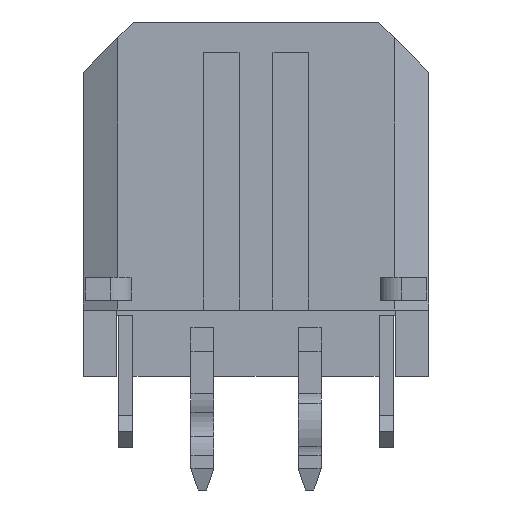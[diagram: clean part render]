
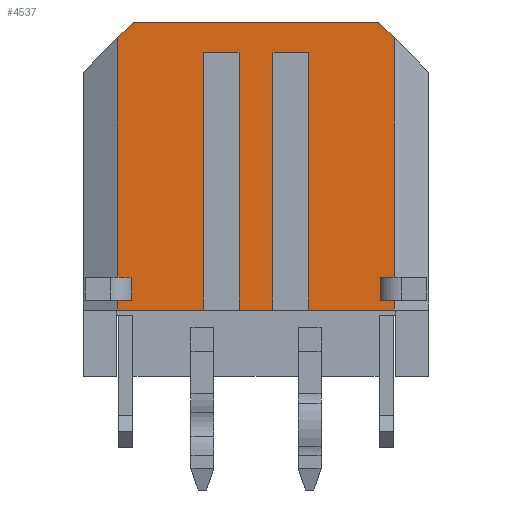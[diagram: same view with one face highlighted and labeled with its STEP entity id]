
A CAD part, front view. The second image highlights one B-rep face of the part: STEP entity #4537.
In plain terms, the highlighted planar face has unit normal (0, -1, 0).
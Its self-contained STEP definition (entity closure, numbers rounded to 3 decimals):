
#1011=DIRECTION('',(-1.,0.,0.));
#1012=VECTOR('',#1011,0.39);
#1013=CARTESIAN_POINT('',(-3.475,-1.93,-2.19));
#1014=LINE('',#1013,#1012);
#1015=DIRECTION('',(0.,0.,1.));
#1016=VECTOR('',#1015,6.7);
#1017=CARTESIAN_POINT('',(-3.865,-1.93,-2.19));
#1018=LINE('',#1017,#1016);
#1019=DIRECTION('',(-0.707,0.,-0.707));
#1020=VECTOR('',#1019,0.622);
#1021=CARTESIAN_POINT('',(-3.425,-1.93,4.95));
#1022=LINE('',#1021,#1020);
#1023=DIRECTION('',(1.,0.,0.));
#1024=VECTOR('',#1023,6.85);
#1025=CARTESIAN_POINT('',(-3.425,-1.93,4.95));
#1026=LINE('',#1025,#1024);
#1027=DIRECTION('',(-0.707,0.,0.707));
#1028=VECTOR('',#1027,0.622);
#1029=CARTESIAN_POINT('',(3.865,-1.93,4.51));
#1030=LINE('',#1029,#1028);
#1031=DIRECTION('',(0.,0.,-1.));
#1032=VECTOR('',#1031,6.7);
#1033=CARTESIAN_POINT('',(3.865,-1.93,4.51));
#1034=LINE('',#1033,#1032);
#1035=DIRECTION('',(1.,0.,0.));
#1036=VECTOR('',#1035,0.39);
#1037=CARTESIAN_POINT('',(3.475,-1.93,-2.19));
#1038=LINE('',#1037,#1036);
#1039=DIRECTION('',(0.,0.,1.));
#1040=VECTOR('',#1039,0.64);
#1041=CARTESIAN_POINT('',(3.475,-1.93,-2.83));
#1042=LINE('',#1041,#1040);
#1043=DIRECTION('',(1.,0.,0.));
#1044=VECTOR('',#1043,0.39);
#1045=CARTESIAN_POINT('',(3.475,-1.93,-2.83));
#1046=LINE('',#1045,#1044);
#1047=DIRECTION('',(0.,0.,-1.));
#1048=VECTOR('',#1047,0.27);
#1049=CARTESIAN_POINT('',(3.865,-1.93,-2.83));
#1050=LINE('',#1049,#1048);
#1051=DIRECTION('',(-1.,0.,0.));
#1052=VECTOR('',#1051,2.39);
#1053=CARTESIAN_POINT('',(3.865,-1.93,-3.1));
#1054=LINE('',#1053,#1052);
#1055=DIRECTION('',(0.,0.,1.));
#1056=VECTOR('',#1055,7.2);
#1057=CARTESIAN_POINT('',(1.475,-1.93,-3.1));
#1058=LINE('',#1057,#1056);
#1059=DIRECTION('',(-1.,0.,0.));
#1060=VECTOR('',#1059,1.);
#1061=CARTESIAN_POINT('',(1.475,-1.93,4.1));
#1062=LINE('',#1061,#1060);
#1063=DIRECTION('',(0.,0.,1.));
#1064=VECTOR('',#1063,7.2);
#1065=CARTESIAN_POINT('',(0.475,-1.93,-3.1));
#1066=LINE('',#1065,#1064);
#1067=DIRECTION('',(-1.,0.,0.));
#1068=VECTOR('',#1067,0.95);
#1069=CARTESIAN_POINT('',(0.475,-1.93,-3.1));
#1070=LINE('',#1069,#1068);
#1071=DIRECTION('',(0.,0.,1.));
#1072=VECTOR('',#1071,7.2);
#1073=CARTESIAN_POINT('',(-0.475,-1.93,-3.1));
#1074=LINE('',#1073,#1072);
#1075=DIRECTION('',(-1.,0.,0.));
#1076=VECTOR('',#1075,1.);
#1077=CARTESIAN_POINT('',(-0.475,-1.93,4.1));
#1078=LINE('',#1077,#1076);
#1079=DIRECTION('',(0.,0.,1.));
#1080=VECTOR('',#1079,7.2);
#1081=CARTESIAN_POINT('',(-1.475,-1.93,-3.1));
#1082=LINE('',#1081,#1080);
#1083=DIRECTION('',(-1.,0.,0.));
#1084=VECTOR('',#1083,2.39);
#1085=CARTESIAN_POINT('',(-1.475,-1.93,-3.1));
#1086=LINE('',#1085,#1084);
#1087=DIRECTION('',(0.,0.,1.));
#1088=VECTOR('',#1087,0.27);
#1089=CARTESIAN_POINT('',(-3.865,-1.93,-3.1));
#1090=LINE('',#1089,#1088);
#1091=DIRECTION('',(-1.,0.,0.));
#1092=VECTOR('',#1091,0.39);
#1093=CARTESIAN_POINT('',(-3.475,-1.93,-2.83));
#1094=LINE('',#1093,#1092);
#1095=DIRECTION('',(0.,0.,1.));
#1096=VECTOR('',#1095,0.64);
#1097=CARTESIAN_POINT('',(-3.475,-1.93,-2.83));
#1098=LINE('',#1097,#1096);
#2605=CARTESIAN_POINT('',(0.475,-1.93,-3.1));
#2606=CARTESIAN_POINT('',(0.475,-1.93,4.1));
#2607=VERTEX_POINT('',#2605);
#2608=VERTEX_POINT('',#2606);
#2609=CARTESIAN_POINT('',(1.475,-1.93,-3.1));
#2610=CARTESIAN_POINT('',(1.475,-1.93,4.1));
#2611=VERTEX_POINT('',#2609);
#2612=VERTEX_POINT('',#2610);
#2653=CARTESIAN_POINT('',(-3.425,-1.93,4.95));
#2654=CARTESIAN_POINT('',(-3.865,-1.93,4.51));
#2655=VERTEX_POINT('',#2653);
#2656=VERTEX_POINT('',#2654);
#2657=CARTESIAN_POINT('',(3.865,-1.93,4.51));
#2658=CARTESIAN_POINT('',(3.425,-1.93,4.95));
#2659=VERTEX_POINT('',#2657);
#2660=VERTEX_POINT('',#2658);
#2789=CARTESIAN_POINT('',(3.865,-1.93,-3.1));
#2790=VERTEX_POINT('',#2789);
#2791=CARTESIAN_POINT('',(-0.475,-1.93,-3.1));
#2792=VERTEX_POINT('',#2791);
#2793=CARTESIAN_POINT('',(-3.865,-1.93,-3.1));
#2794=VERTEX_POINT('',#2793);
#2803=CARTESIAN_POINT('',(-0.475,-1.93,4.1));
#2804=CARTESIAN_POINT('',(-1.475,-1.93,4.1));
#2805=VERTEX_POINT('',#2803);
#2806=VERTEX_POINT('',#2804);
#2807=CARTESIAN_POINT('',(-1.475,-1.93,-3.1));
#2808=VERTEX_POINT('',#2807);
#3149=CARTESIAN_POINT('',(-3.475,-1.93,-2.19));
#3150=CARTESIAN_POINT('',(-3.865,-1.93,-2.19));
#3151=VERTEX_POINT('',#3149);
#3152=VERTEX_POINT('',#3150);
#3153=CARTESIAN_POINT('',(-3.475,-1.93,-2.83));
#3154=CARTESIAN_POINT('',(-3.865,-1.93,-2.83));
#3155=VERTEX_POINT('',#3153);
#3156=VERTEX_POINT('',#3154);
#3157=CARTESIAN_POINT('',(3.475,-1.93,-2.83));
#3158=CARTESIAN_POINT('',(3.475,-1.93,-2.19));
#3159=VERTEX_POINT('',#3157);
#3160=VERTEX_POINT('',#3158);
#3161=CARTESIAN_POINT('',(3.865,-1.93,-2.19));
#3163=VERTEX_POINT('',#3161);
#3165=CARTESIAN_POINT('',(3.865,-1.93,-2.83));
#3167=VERTEX_POINT('',#3165);
#4491=CARTESIAN_POINT('',(-4.825,-1.93,4.95));
#4492=DIRECTION('',(0.,-1.,0.));
#4493=DIRECTION('',(0.,0.,-1.));
#4494=AXIS2_PLACEMENT_3D('',#4491,#4492,#4493);
#4495=PLANE('',#4494);
#4496=ORIENTED_EDGE('',*,*,#4453,.T.);
#4498=ORIENTED_EDGE('',*,*,#4497,.T.);
#4500=ORIENTED_EDGE('',*,*,#4499,.F.);
#4501=ORIENTED_EDGE('',*,*,#3464,.T.);
#4503=ORIENTED_EDGE('',*,*,#4502,.F.);
#4504=ORIENTED_EDGE('',*,*,#4431,.T.);
#4505=ORIENTED_EDGE('',*,*,#4486,.F.);
#4507=ORIENTED_EDGE('',*,*,#4506,.F.);
#4509=ORIENTED_EDGE('',*,*,#4508,.T.);
#4510=ORIENTED_EDGE('',*,*,#4439,.T.);
#4512=ORIENTED_EDGE('',*,*,#4511,.T.);
#4514=ORIENTED_EDGE('',*,*,#4513,.T.);
#4516=ORIENTED_EDGE('',*,*,#4515,.T.);
#4518=ORIENTED_EDGE('',*,*,#4517,.F.);
#4520=ORIENTED_EDGE('',*,*,#4519,.T.);
#4522=ORIENTED_EDGE('',*,*,#4521,.T.);
#4524=ORIENTED_EDGE('',*,*,#4523,.T.);
#4526=ORIENTED_EDGE('',*,*,#4525,.F.);
#4528=ORIENTED_EDGE('',*,*,#4527,.T.);
#4530=ORIENTED_EDGE('',*,*,#4529,.T.);
#4532=ORIENTED_EDGE('',*,*,#4531,.F.);
#4534=ORIENTED_EDGE('',*,*,#4533,.T.);
#4535=EDGE_LOOP('',(#4496,#4498,#4500,#4501,#4503,#4504,#4505,#4507,#4509,#4510,
#4512,#4514,#4516,#4518,#4520,#4522,#4524,#4526,#4528,#4530,#4532,#4534));
#4536=FACE_OUTER_BOUND('',#4535,.F.);
#4537=ADVANCED_FACE('',(#4536),#4495,.T.);
#3464=EDGE_CURVE('',#2655,#2660,#1026,.T.);
#4431=EDGE_CURVE('',#2659,#3163,#1034,.T.);
#4439=EDGE_CURVE('',#3167,#2790,#1050,.T.);
#4453=EDGE_CURVE('',#3151,#3152,#1014,.T.);
#4486=EDGE_CURVE('',#3160,#3163,#1038,.T.);
#4497=EDGE_CURVE('',#3152,#2656,#1018,.T.);
#4499=EDGE_CURVE('',#2655,#2656,#1022,.T.);
#4502=EDGE_CURVE('',#2659,#2660,#1030,.T.);
#4506=EDGE_CURVE('',#3159,#3160,#1042,.T.);
#4508=EDGE_CURVE('',#3159,#3167,#1046,.T.);
#4511=EDGE_CURVE('',#2790,#2611,#1054,.T.);
#4513=EDGE_CURVE('',#2611,#2612,#1058,.T.);
#4515=EDGE_CURVE('',#2612,#2608,#1062,.T.);
#4517=EDGE_CURVE('',#2607,#2608,#1066,.T.);
#4519=EDGE_CURVE('',#2607,#2792,#1070,.T.);
#4521=EDGE_CURVE('',#2792,#2805,#1074,.T.);
#4523=EDGE_CURVE('',#2805,#2806,#1078,.T.);
#4525=EDGE_CURVE('',#2808,#2806,#1082,.T.);
#4527=EDGE_CURVE('',#2808,#2794,#1086,.T.);
#4529=EDGE_CURVE('',#2794,#3156,#1090,.T.);
#4531=EDGE_CURVE('',#3155,#3156,#1094,.T.);
#4533=EDGE_CURVE('',#3155,#3151,#1098,.T.);
